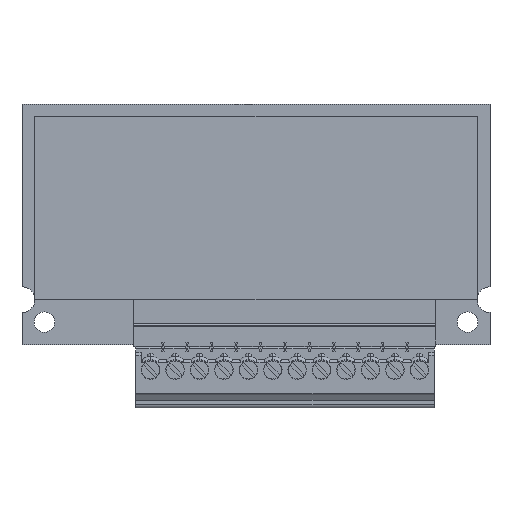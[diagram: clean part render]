
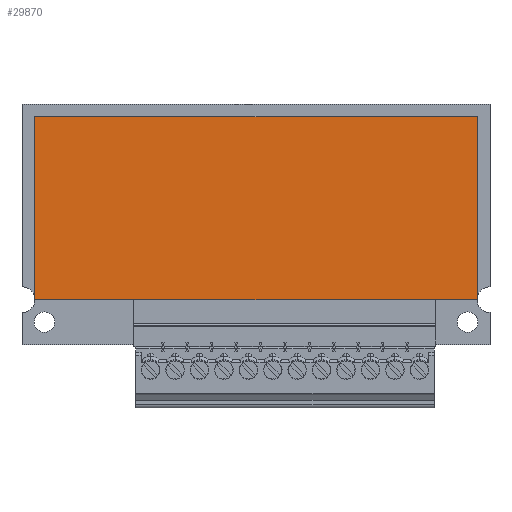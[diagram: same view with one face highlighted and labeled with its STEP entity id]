
A CAD part, top view. The second image highlights one B-rep face of the part: STEP entity #29870.
In plain terms, the highlighted planar face has unit normal (0, 0, 1).
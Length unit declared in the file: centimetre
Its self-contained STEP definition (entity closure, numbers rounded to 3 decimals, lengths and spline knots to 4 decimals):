
#1891=VERTEX_POINT('',#41292);
#1892=VERTEX_POINT('',#41293);
#1895=VERTEX_POINT('',#41301);
#1897=VERTEX_POINT('',#41307);
#4947=VECTOR('',#34306,1.);
#4951=VECTOR('',#34311,1.);
#4954=VECTOR('',#34315,1.);
#4957=VECTOR('',#34319,1.);
#8077=LINE('',#41291,#4947);
#8081=LINE('',#41300,#4951);
#8084=LINE('',#41306,#4954);
#8087=LINE('',#41312,#4957);
#11207=EDGE_CURVE('',#1891,#1892,#8077,.T.);
#11211=EDGE_CURVE('',#1892,#1895,#8081,.T.);
#11214=EDGE_CURVE('',#1895,#1897,#8084,.T.);
#11217=EDGE_CURVE('',#1897,#1891,#8087,.T.);
#15974=ORIENTED_EDGE('',*,*,#11207,.F.);
#15975=ORIENTED_EDGE('',*,*,#11217,.F.);
#15976=ORIENTED_EDGE('',*,*,#11214,.F.);
#15977=ORIENTED_EDGE('',*,*,#11211,.F.);
#25464=EDGE_LOOP('',(#15974,#15975,#15976,#15977));
#27667=FACE_BOUND('',#25464,.T.);
#29870=ADVANCED_FACE('',(#27667),#64821,.T.);
#31774=AXIS2_PLACEMENT_3D('',#41314,#34321,$);
#34306=DIRECTION('',(1.,0.,0.));
#34311=DIRECTION('',(0.,-1.,0.));
#34315=DIRECTION('',(-1.,0.,0.));
#34319=DIRECTION('',(0.,1.,0.));
#34321=DIRECTION('',(0.,0.,1.));
#41291=CARTESIAN_POINT('',(6.9,2.85,0.9));
#41292=CARTESIAN_POINT('',(0.,2.85,0.9));
#41293=CARTESIAN_POINT('',(6.9,2.85,0.9));
#41300=CARTESIAN_POINT('',(6.9,0.,0.9));
#41301=CARTESIAN_POINT('',(6.9,0.,0.9));
#41306=CARTESIAN_POINT('',(0.,0.,0.9));
#41307=CARTESIAN_POINT('',(0.,0.,0.9));
#41312=CARTESIAN_POINT('',(0.,2.85,0.9));
#41314=CARTESIAN_POINT('',(3.45,1.425,0.9));
#64821=PLANE('',#31774);
